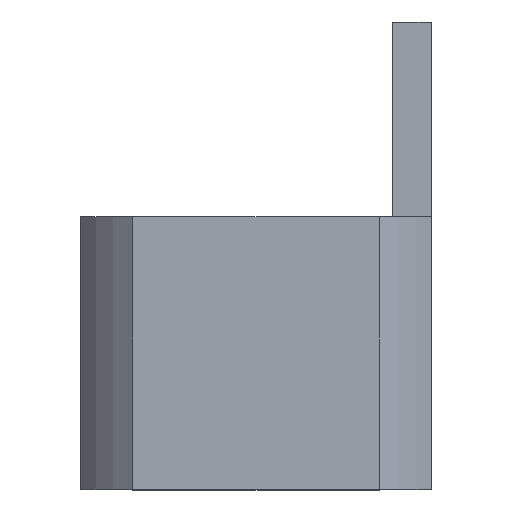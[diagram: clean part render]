
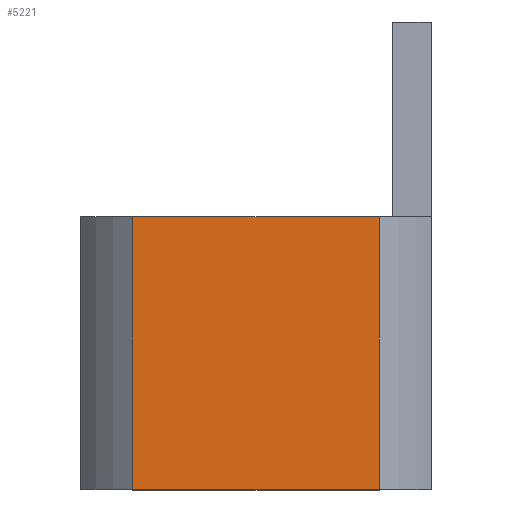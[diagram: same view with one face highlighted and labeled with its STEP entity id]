
A CAD part, top view. The second image highlights one B-rep face of the part: STEP entity #5221.
In plain terms, the highlighted planar face has unit normal (0, 0, 1).
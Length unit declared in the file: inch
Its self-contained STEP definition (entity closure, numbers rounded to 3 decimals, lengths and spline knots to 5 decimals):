
#810 = VERTEX_POINT ( 'NONE', #5167 ) ;
#811 = DIRECTION ( 'NONE',  ( 0., 1., 0. ) ) ;
#1339 = DIRECTION ( 'NONE',  ( 1., 0., 0. ) ) ;
#1503 = AXIS2_PLACEMENT_3D ( 'NONE', #3667, #9452, #11848 ) ;
#1751 = EDGE_CURVE ( 'NONE', #3215, #3851, #8028, .T. ) ;
#1756 = VECTOR ( 'NONE', #13537, 39.37008 ) ;
#1944 = VECTOR ( 'NONE', #12725, 39.37008 ) ;
#1990 = ORIENTED_EDGE ( 'NONE', *, *, #3275, .T. ) ;
#2625 = CARTESIAN_POINT ( 'NONE',  ( 0.9, 1.4, 0.9 ) ) ;
#3215 = VERTEX_POINT ( 'NONE', #8748 ) ;
#3275 = EDGE_CURVE ( 'NONE', #14914, #810, #5354, .T. ) ;
#3667 = CARTESIAN_POINT ( 'NONE',  ( 0.9, 0., 0.9 ) ) ;
#3851 = VERTEX_POINT ( 'NONE', #6314 ) ;
#4126 = ORIENTED_EDGE ( 'NONE', *, *, #1751, .T. ) ;
#4592 = ORIENTED_EDGE ( 'NONE', *, *, #5786, .T. ) ;
#5167 = CARTESIAN_POINT ( 'NONE',  ( 0.63246, 1.4, 0.9 ) ) ;
#5221 = ADVANCED_FACE ( 'NONE', ( #9312 ), #8489, .T. ) ;
#5354 = LINE ( 'NONE', #11134, #7726 ) ;
#5376 = CARTESIAN_POINT ( 'NONE',  ( 0.63246, 0., 0.9 ) ) ;
#5786 = EDGE_CURVE ( 'NONE', #3851, #14914, #11139, .T. ) ;
#6260 = EDGE_LOOP ( 'NONE', ( #4126, #4592, #1990, #13127 ) ) ;
#6314 = CARTESIAN_POINT ( 'NONE',  ( -0.63246, 0., 0.9 ) ) ;
#7726 = VECTOR ( 'NONE', #811, 39.37008 ) ;
#8028 = LINE ( 'NONE', #13782, #1944 ) ;
#8337 = VECTOR ( 'NONE', #1339, 39.37008 ) ;
#8489 = PLANE ( 'NONE',  #1503 ) ;
#8748 = CARTESIAN_POINT ( 'NONE',  ( -0.63246, 1.4, 0.9 ) ) ;
#8903 = CARTESIAN_POINT ( 'NONE',  ( 0.9, 0., 0.9 ) ) ;
#9312 = FACE_OUTER_BOUND ( 'NONE', #6260, .T. ) ;
#9452 = DIRECTION ( 'NONE',  ( 0., 0., 1. ) ) ;
#11134 = CARTESIAN_POINT ( 'NONE',  ( 0.63246, 0.9, 0.9 ) ) ;
#11139 = LINE ( 'NONE', #8903, #1756 ) ;
#11848 = DIRECTION ( 'NONE',  ( 1., 0., 0. ) ) ;
#12697 = LINE ( 'NONE', #2625, #8337 ) ;
#12725 = DIRECTION ( 'NONE',  ( 0., -1., 0. ) ) ;
#13127 = ORIENTED_EDGE ( 'NONE', *, *, #14324, .F. ) ;
#13537 = DIRECTION ( 'NONE',  ( 1., 0., 0. ) ) ;
#13782 = CARTESIAN_POINT ( 'NONE',  ( -0.63246, 0.9, 0.9 ) ) ;
#14324 = EDGE_CURVE ( 'NONE', #3215, #810, #12697, .T. ) ;
#14914 = VERTEX_POINT ( 'NONE', #5376 ) ;
